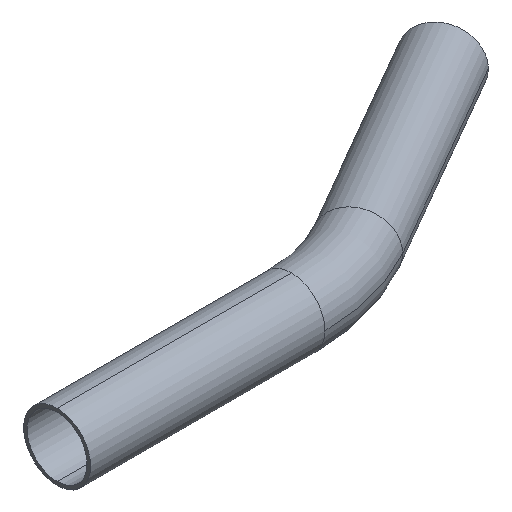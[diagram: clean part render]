
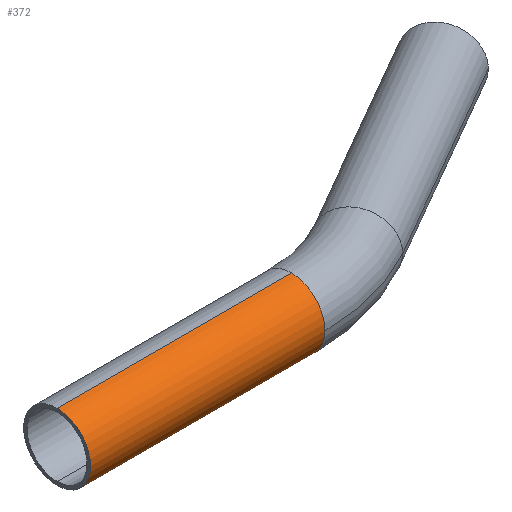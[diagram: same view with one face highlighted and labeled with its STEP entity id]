
A CAD part, isometric view. The second image highlights one B-rep face of the part: STEP entity #372.
In plain terms, the highlighted cylindrical face has radius 57.15 mm (diameter 114.3 mm), a partial arc.
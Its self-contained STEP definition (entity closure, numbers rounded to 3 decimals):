
#11 = CIRCLE ( 'NONE', #174, 57.15 ) ;
#13 = VERTEX_POINT ( 'NONE', #288 ) ;
#17 = CYLINDRICAL_SURFACE ( 'NONE', #114, 57.15 ) ;
#40 = CARTESIAN_POINT ( 'NONE',  ( 0., 0., 57.15 ) ) ;
#43 = EDGE_CURVE ( 'NONE', #466, #157, #397, .T. ) ;
#67 = EDGE_LOOP ( 'NONE', ( #219, #84, #353, #427, #380 ) ) ;
#69 = CARTESIAN_POINT ( 'NONE',  ( 400., -57.15, 0. ) ) ;
#80 = EDGE_CURVE ( 'NONE', #13, #169, #282, .T. ) ;
#84 = ORIENTED_EDGE ( 'NONE', *, *, #43, .F. ) ;
#88 = EDGE_CURVE ( 'NONE', #169, #318, #11, .T. ) ;
#94 = DIRECTION ( 'NONE',  ( 0., 0., -1. ) ) ;
#97 = DIRECTION ( 'NONE',  ( 1., 0., 0. ) ) ;
#109 = CARTESIAN_POINT ( 'NONE',  ( 400., 0., -57.15 ) ) ;
#114 = AXIS2_PLACEMENT_3D ( 'NONE', #165, #361, #491 ) ;
#144 = DIRECTION ( 'NONE',  ( -1., 0., 0. ) ) ;
#157 = VERTEX_POINT ( 'NONE', #388 ) ;
#159 = CARTESIAN_POINT ( 'NONE',  ( 400., 0., 57.15 ) ) ;
#165 = CARTESIAN_POINT ( 'NONE',  ( 400., 0., 0. ) ) ;
#169 = VERTEX_POINT ( 'NONE', #40 ) ;
#171 = AXIS2_PLACEMENT_3D ( 'NONE', #251, #97, #94 ) ;
#174 = AXIS2_PLACEMENT_3D ( 'NONE', #269, #258, #194 ) ;
#194 = DIRECTION ( 'NONE',  ( 0., 0., -1. ) ) ;
#200 = VECTOR ( 'NONE', #369, 1000. ) ;
#219 = ORIENTED_EDGE ( 'NONE', *, *, #435, .F. ) ;
#228 = EDGE_CURVE ( 'NONE', #13, #466, #333, .T. ) ;
#251 = CARTESIAN_POINT ( 'NONE',  ( 400., 0., 0. ) ) ;
#258 = DIRECTION ( 'NONE',  ( 1., 0., 0. ) ) ;
#269 = CARTESIAN_POINT ( 'NONE',  ( 0., 0., 0. ) ) ;
#282 = LINE ( 'NONE', #159, #200 ) ;
#284 = CARTESIAN_POINT ( 'NONE',  ( 0., 0., -57.15 ) ) ;
#288 = CARTESIAN_POINT ( 'NONE',  ( 400., 0., 57.15 ) ) ;
#289 = LINE ( 'NONE', #109, #409 ) ;
#318 = VERTEX_POINT ( 'NONE', #284 ) ;
#324 = DIRECTION ( 'NONE',  ( 1., 0., 0. ) ) ;
#328 = DIRECTION ( 'NONE',  ( 0., 0., -1. ) ) ;
#333 = CIRCLE ( 'NONE', #171, 57.15 ) ;
#348 = FACE_OUTER_BOUND ( 'NONE', #67, .T. ) ;
#353 = ORIENTED_EDGE ( 'NONE', *, *, #228, .F. ) ;
#355 = CARTESIAN_POINT ( 'NONE',  ( 400., 0., 0. ) ) ;
#361 = DIRECTION ( 'NONE',  ( -1., 0., 0. ) ) ;
#369 = DIRECTION ( 'NONE',  ( -1., 0., 0. ) ) ;
#372 = ADVANCED_FACE ( 'NONE', ( #348 ), #17, .T. ) ;
#380 = ORIENTED_EDGE ( 'NONE', *, *, #88, .T. ) ;
#388 = CARTESIAN_POINT ( 'NONE',  ( 400., 0., -57.15 ) ) ;
#397 = CIRCLE ( 'NONE', #448, 57.15 ) ;
#409 = VECTOR ( 'NONE', #144, 1000. ) ;
#427 = ORIENTED_EDGE ( 'NONE', *, *, #80, .T. ) ;
#435 = EDGE_CURVE ( 'NONE', #157, #318, #289, .T. ) ;
#448 = AXIS2_PLACEMENT_3D ( 'NONE', #355, #324, #328 ) ;
#466 = VERTEX_POINT ( 'NONE', #69 ) ;
#491 = DIRECTION ( 'NONE',  ( 0., 0., 1. ) ) ;
